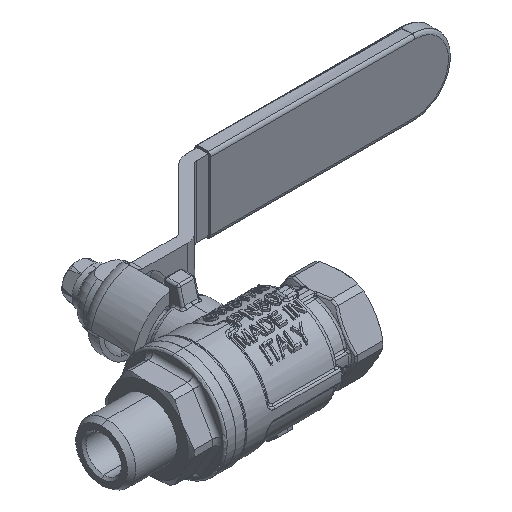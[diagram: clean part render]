
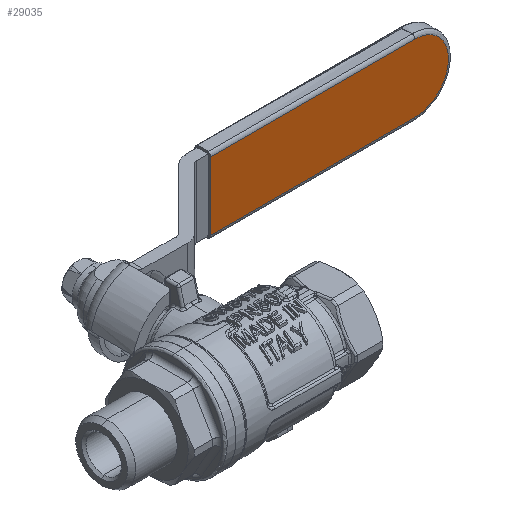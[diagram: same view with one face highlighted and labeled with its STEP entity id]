
A CAD part, isometric view. The second image highlights one B-rep face of the part: STEP entity #29035.
In plain terms, the highlighted planar face has unit normal (0, -1, 0).
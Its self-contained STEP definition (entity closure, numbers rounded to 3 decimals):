
#717 = VERTEX_POINT ( 'NONE', #8181 ) ;
#1135 = CARTESIAN_POINT ( 'NONE',  ( 61.699, 38.3, 7.634 ) ) ;
#1688 = CARTESIAN_POINT ( 'NONE',  ( 61.699, 38.3, -7.634 ) ) ;
#3219 = CARTESIAN_POINT ( 'NONE',  ( 79.459, 38.3, 7.245 ) ) ;
#3389 = CARTESIAN_POINT ( 'NONE',  ( 84.634, 38.3, -0.501 ) ) ;
#3564 = CARTESIAN_POINT ( 'NONE',  ( 80.825, 38.3, 6.626 ) ) ;
#5183 = CARTESIAN_POINT ( 'NONE',  ( 31.096, 38.3, 7.634 ) ) ;
#7125 = CARTESIAN_POINT ( 'NONE',  ( 77., 38.3, 7.634 ) ) ;
#7301 = CARTESIAN_POINT ( 'NONE',  ( 83.069, 38.3, 4.658 ) ) ;
#7467 = CARTESIAN_POINT ( 'NONE',  ( 77., 38.3, -7.634 ) ) ;
#8181 = CARTESIAN_POINT ( 'NONE',  ( 31.096, 38.3, -7.634 ) ) ;
#8874 = ORIENTED_EDGE ( 'NONE', *, *, #12904, .F. ) ;
#9559 = EDGE_CURVE ( 'NONE', #13771, #30606, #16241, .T. ) ;
#10384 = ORIENTED_EDGE ( 'NONE', *, *, #27782, .T. ) ;
#11352 = CARTESIAN_POINT ( 'NONE',  ( 84.39, 38.3, 1.981 ) ) ;
#11700 = CARTESIAN_POINT ( 'NONE',  ( 77.501, 38.3, -7.634 ) ) ;
#12904 = EDGE_CURVE ( 'NONE', #16643, #717, #26274, .T. ) ;
#13771 = VERTEX_POINT ( 'NONE', #17311 ) ;
#15098 = CARTESIAN_POINT ( 'NONE',  ( 82.044, 38.3, 5.752 ) ) ;
#15267 = CARTESIAN_POINT ( 'NONE',  ( 79.459, 38.3, -7.245 ) ) ;
#15334 = CARTESIAN_POINT ( 'NONE',  ( 31.096, 38.3, -2.545 ) ) ;
#15589 = CARTESIAN_POINT ( 'NONE',  ( 78.981, 38.3, -7.39 ) ) ;
#16241 = B_SPLINE_CURVE_WITH_KNOTS ( 'NONE', 3,
 ( #20583, #1135, #28179, #5183 ),
 .UNSPECIFIED., .F., .F.,
 ( 4, 4 ),
 ( 0., 1. ),
 .UNSPECIFIED. ) ;
#16643 = VERTEX_POINT ( 'NONE', #48712 ) ;
#17311 = CARTESIAN_POINT ( 'NONE',  ( 77., 38.3, 7.634 ) ) ;
#17416 = CARTESIAN_POINT ( 'NONE',  ( 31.096, 38.3, -7.634 ) ) ;
#18462 = EDGE_LOOP ( 'NONE', ( #10384, #25299, #33162, #8874 ) ) ;
#18784 = CARTESIAN_POINT ( 'NONE',  ( 80.384, 38.3, -6.861 ) ) ;
#18950 = CARTESIAN_POINT ( 'NONE',  ( 80.825, 38.3, -6.626 ) ) ;
#19121 = CARTESIAN_POINT ( 'NONE',  ( 84.39, 38.3, -1.981 ) ) ;
#20583 = CARTESIAN_POINT ( 'NONE',  ( 77., 38.3, 7.634 ) ) ;
#22487 = CARTESIAN_POINT ( 'NONE',  ( 84.245, 38.3, -2.459 ) ) ;
#22823 = DIRECTION ( 'NONE',  ( -1., 0., 0. ) ) ;
#22993 = CARTESIAN_POINT ( 'NONE',  ( 77.998, 38.3, 7.585 ) ) ;
#23160 = CARTESIAN_POINT ( 'NONE',  ( 83.626, 38.3, -3.825 ) ) ;
#23762 = AXIS2_PLACEMENT_3D ( 'NONE', #37990, #46076, #22823 ) ;
#25299 = ORIENTED_EDGE ( 'NONE', *, *, #9559, .T. ) ;
#26274 = B_SPLINE_CURVE_WITH_KNOTS ( 'NONE', 3,
 ( #48570, #1688, #40520, #17416 ),
 .UNSPECIFIED., .F., .F.,
 ( 4, 4 ),
 ( 0., 1. ),
 .UNSPECIFIED. ) ;
#26381 = CARTESIAN_POINT ( 'NONE',  ( 83.626, 38.3, 3.825 ) ) ;
#26729 = CARTESIAN_POINT ( 'NONE',  ( 81.658, 38.3, 6.069 ) ) ;
#27060 = CARTESIAN_POINT ( 'NONE',  ( 84.585, 38.3, 0.998 ) ) ;
#27302 = CARTESIAN_POINT ( 'NONE',  ( 31.096, 38.3, 7.634 ) ) ;
#27782 = EDGE_CURVE ( 'NONE', #16643, #13771, #45290, .T. ) ;
#28179 = CARTESIAN_POINT ( 'NONE',  ( 46.397, 38.3, 7.634 ) ) ;
#28628 = EDGE_CURVE ( 'NONE', #30606, #717, #42779, .T. ) ;
#29035 = ADVANCED_FACE ( 'NONE', ( #47069 ), #33939, .T. ) ;
#29408 = CARTESIAN_POINT ( 'NONE',  ( 31.096, 38.3, 7.634 ) ) ;
#30243 = CARTESIAN_POINT ( 'NONE',  ( 77.501, 38.3, 7.634 ) ) ;
#30606 = VERTEX_POINT ( 'NONE', #29408 ) ;
#33162 = ORIENTED_EDGE ( 'NONE', *, *, #28628, .T. ) ;
#33939 = PLANE ( 'NONE',  #23762 ) ;
#34098 = CARTESIAN_POINT ( 'NONE',  ( 78.981, 38.3, 7.39 ) ) ;
#34443 = CARTESIAN_POINT ( 'NONE',  ( 81.658, 38.3, -6.069 ) ) ;
#37990 = CARTESIAN_POINT ( 'NONE',  ( 77., 38.3, 0. ) ) ;
#38162 = CARTESIAN_POINT ( 'NONE',  ( 84.634, 38.3, 0.501 ) ) ;
#38499 = CARTESIAN_POINT ( 'NONE',  ( 77.998, 38.3, -7.585 ) ) ;
#40520 = CARTESIAN_POINT ( 'NONE',  ( 46.397, 38.3, -7.634 ) ) ;
#42212 = CARTESIAN_POINT ( 'NONE',  ( 83.861, 38.3, -3.384 ) ) ;
#42277 = CARTESIAN_POINT ( 'NONE',  ( 31.096, 38.3, -7.634 ) ) ;
#42560 = CARTESIAN_POINT ( 'NONE',  ( 82.752, 38.3, -5.044 ) ) ;
#42623 = CARTESIAN_POINT ( 'NONE',  ( 31.096, 38.3, 2.545 ) ) ;
#42779 = B_SPLINE_CURVE_WITH_KNOTS ( 'NONE', 3,
 ( #27302, #42623, #15334, #42277 ),
 .UNSPECIFIED., .F., .F.,
 ( 4, 4 ),
 ( 0., 1. ),
 .UNSPECIFIED. ) ;
#45290 = B_SPLINE_CURVE_WITH_KNOTS ( 'NONE', 3,
 ( #7467, #11700, #38499, #15589, #15267, #18784, #18950, #34443, #49598, #42560, #49765, #23160, #42212, #22487, #19121, #45558, #3389, #38162, #27060, #11352, #49932, #45900, #26381, #7301, #50105, #15098, #26729, #3564, #49420, #3219, #34098, #22993, #30243, #7125 ),
 .UNSPECIFIED., .F., .F.,
 ( 4, 2, 2, 2, 2, 2, 2, 2, 2, 2, 2, 2, 2, 2, 2, 2, 4 ),
 ( 0., 0.063, 0.125, 0.188, 0.25, 0.313, 0.375, 0.438, 0.5, 0.562, 0.625, 0.687, 0.75, 0.813, 0.875, 0.938, 1. ),
 .UNSPECIFIED. ) ;
#45558 = CARTESIAN_POINT ( 'NONE',  ( 84.585, 38.3, -0.998 ) ) ;
#45900 = CARTESIAN_POINT ( 'NONE',  ( 83.861, 38.3, 3.384 ) ) ;
#46076 = DIRECTION ( 'NONE',  ( 0., -1., 0. ) ) ;
#47069 = FACE_OUTER_BOUND ( 'NONE', #18462, .T. ) ;
#48570 = CARTESIAN_POINT ( 'NONE',  ( 77., 38.3, -7.634 ) ) ;
#48712 = CARTESIAN_POINT ( 'NONE',  ( 77., 38.3, -7.634 ) ) ;
#49420 = CARTESIAN_POINT ( 'NONE',  ( 80.384, 38.3, 6.861 ) ) ;
#49598 = CARTESIAN_POINT ( 'NONE',  ( 82.044, 38.3, -5.752 ) ) ;
#49765 = CARTESIAN_POINT ( 'NONE',  ( 83.069, 38.3, -4.658 ) ) ;
#49932 = CARTESIAN_POINT ( 'NONE',  ( 84.245, 38.3, 2.459 ) ) ;
#50105 = CARTESIAN_POINT ( 'NONE',  ( 82.752, 38.3, 5.044 ) ) ;
